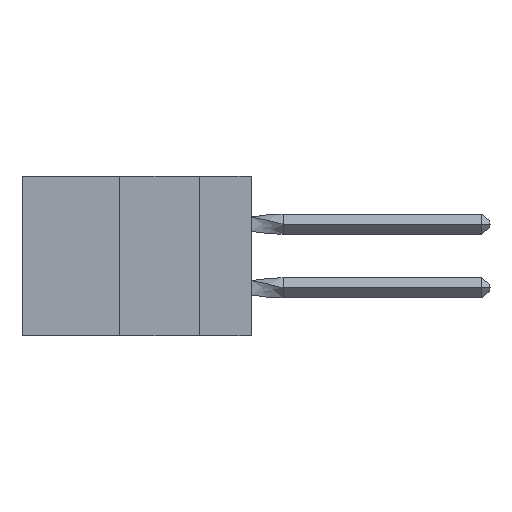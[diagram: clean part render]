
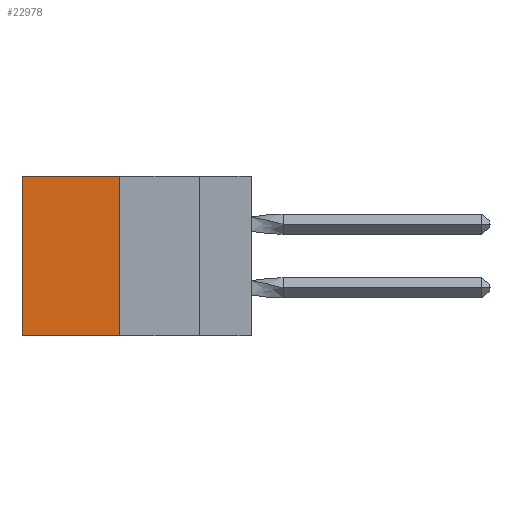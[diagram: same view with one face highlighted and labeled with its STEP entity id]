
A CAD part, left-side view. The second image highlights one B-rep face of the part: STEP entity #22978.
In plain terms, the highlighted planar face has unit normal (-1, 0, 0).
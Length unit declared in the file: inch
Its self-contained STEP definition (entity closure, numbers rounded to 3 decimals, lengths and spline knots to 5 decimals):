
#349 = VECTOR ( 'NONE', #26670, 39.37008 ) ;
#2074 = ORIENTED_EDGE ( 'NONE', *, *, #8482, .T. ) ;
#4211 = CARTESIAN_POINT ( 'NONE',  ( 0.305, 0.413, -0.5 ) ) ;
#6134 = VERTEX_POINT ( 'NONE', #9433 ) ;
#6409 = ORIENTED_EDGE ( 'NONE', *, *, #19731, .T. ) ;
#6794 = PLANE ( 'NONE',  #24885 ) ;
#8482 = EDGE_CURVE ( 'NONE', #6134, #20615, #10011, .T. ) ;
#9433 = CARTESIAN_POINT ( 'NONE',  ( 0.305, 0.413, 0. ) ) ;
#9664 = CARTESIAN_POINT ( 'NONE',  ( 0.305, 0.413, -0.5 ) ) ;
#9867 = CARTESIAN_POINT ( 'NONE',  ( 0.305, 0.72, 0. ) ) ;
#10011 = LINE ( 'NONE', #19962, #349 ) ;
#10610 = ORIENTED_EDGE ( 'NONE', *, *, #27295, .F. ) ;
#10637 = VERTEX_POINT ( 'NONE', #9664 ) ;
#11430 = DIRECTION ( 'NONE',  ( 0., 0., -1. ) ) ;
#12500 = LINE ( 'NONE', #20127, #27264 ) ;
#12542 = VECTOR ( 'NONE', #14125, 39.37008 ) ;
#13220 = DIRECTION ( 'NONE',  ( 0., 0., -1. ) ) ;
#14125 = DIRECTION ( 'NONE',  ( 0., 1., 0. ) ) ;
#15222 = LINE ( 'NONE', #27291, #23686 ) ;
#18488 = LINE ( 'NONE', #25231, #12542 ) ;
#18632 = FACE_OUTER_BOUND ( 'NONE', #21636, .T. ) ;
#18718 = CARTESIAN_POINT ( 'NONE',  ( 0.305, 0.72, -0.5 ) ) ;
#19527 = VERTEX_POINT ( 'NONE', #18718 ) ;
#19731 = EDGE_CURVE ( 'NONE', #20615, #19527, #12500, .T. ) ;
#19962 = CARTESIAN_POINT ( 'NONE',  ( 0.305, 0.413, 0. ) ) ;
#20127 = CARTESIAN_POINT ( 'NONE',  ( 0.305, 0.72, -0.5 ) ) ;
#20615 = VERTEX_POINT ( 'NONE', #9867 ) ;
#21636 = EDGE_LOOP ( 'NONE', ( #6409, #22222, #10610, #2074 ) ) ;
#22222 = ORIENTED_EDGE ( 'NONE', *, *, #29055, .F. ) ;
#22978 = ADVANCED_FACE ( 'NONE', ( #18632 ), #6794, .F. ) ;
#23686 = VECTOR ( 'NONE', #11430, 39.37008 ) ;
#24885 = AXIS2_PLACEMENT_3D ( 'NONE', #4211, #27091, #13220 ) ;
#25231 = CARTESIAN_POINT ( 'NONE',  ( 0.305, 0.413, -0.5 ) ) ;
#26670 = DIRECTION ( 'NONE',  ( 0., 1., 0. ) ) ;
#26730 = DIRECTION ( 'NONE',  ( 0., 0., -1. ) ) ;
#27091 = DIRECTION ( 'NONE',  ( 1., 0., 0. ) ) ;
#27264 = VECTOR ( 'NONE', #26730, 39.37008 ) ;
#27291 = CARTESIAN_POINT ( 'NONE',  ( 0.305, 0.413, -0.5 ) ) ;
#27295 = EDGE_CURVE ( 'NONE', #6134, #10637, #15222, .T. ) ;
#29055 = EDGE_CURVE ( 'NONE', #10637, #19527, #18488, .T. ) ;
